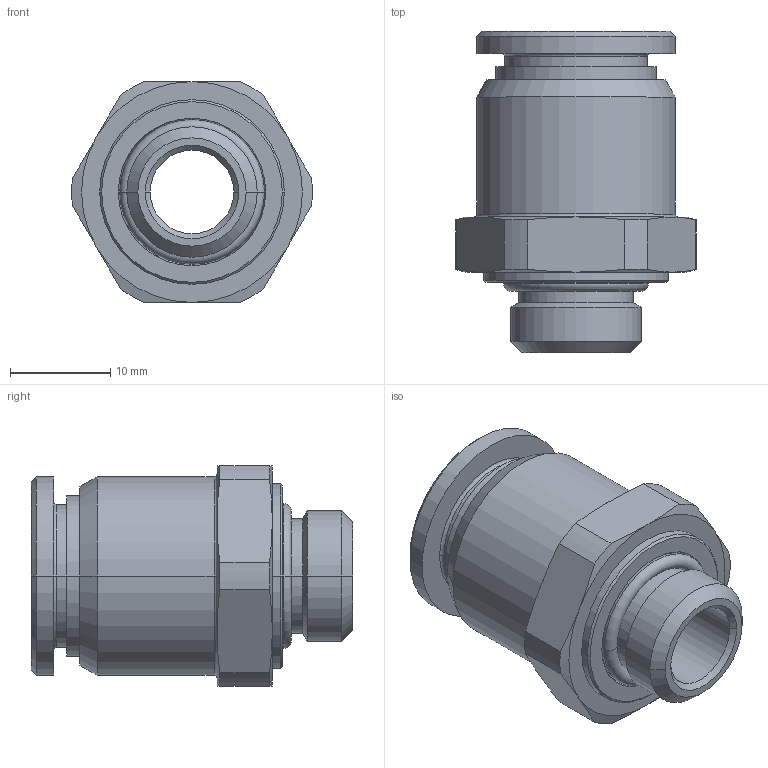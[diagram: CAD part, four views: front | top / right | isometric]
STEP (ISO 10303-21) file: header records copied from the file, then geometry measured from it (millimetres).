
FILE_DESCRIPTION((''),'2;1');
FILE_NAME('mxm.12.12.14',(''),('sopra-pneumatic'),'PRO/ENGINEER BY PARAMETRIC TECHNOLOGY CORPORATION, 2015110','PRO/ENGINEER BY PARAMETRIC TECHNOLOGY CORPORATION, 2015110','');
FILE_SCHEMA(('CONFIG_CONTROL_DESIGN'));
Length unit declared in the file: millimetre
Products named in the file (1): 380074B_951X4-12FF-1-4
Bounding box: 23.98 x 32 x 22 mm (x, y, z)
Volume: 5486.5 mm3; surface area: 4300.5 mm2
Topology: 2 solids, 2 shells, 89 faces, 188 edges, 110 vertices
Faces by surface type: cone 34, cylinder 26, plane 17, torus 12
Entity records: 2464 total; most frequent: CARTESIAN_POINT 471, DIRECTION 452, ORIENTED_EDGE 376, AXIS2_PLACEMENT_3D 199, EDGE_CURVE 188, VERTEX_POINT 110, CIRCLE 110, EDGE_LOOP 100
